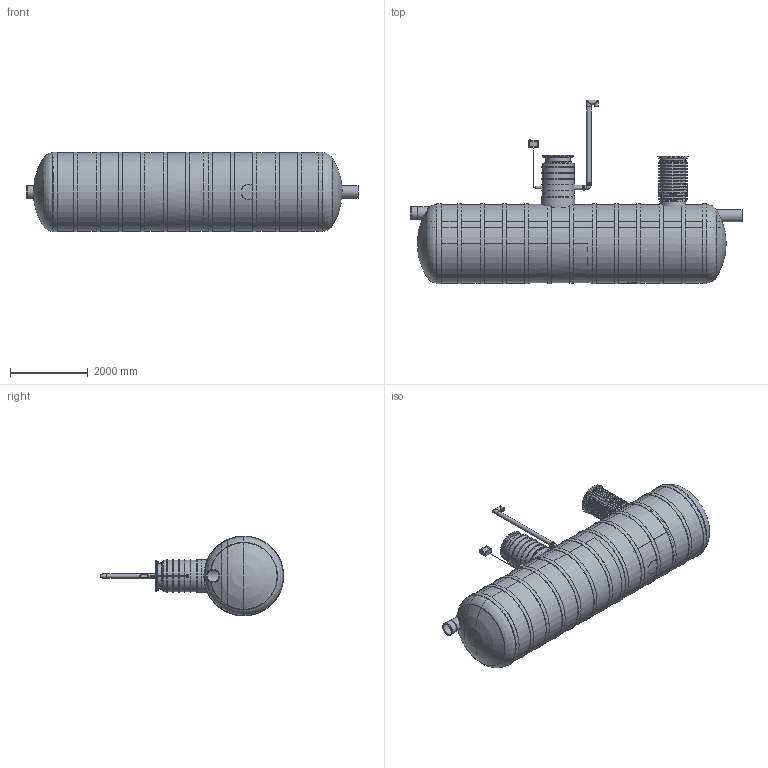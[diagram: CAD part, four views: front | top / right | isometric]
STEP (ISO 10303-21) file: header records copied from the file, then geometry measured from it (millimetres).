
FILE_DESCRIPTION(/* description */ ('Unknown'),/* implementation_level */ '2;1');
FILE_NAME(/* name */ 'EQ 1.klassi õlieraldaja NS65',/* time_stamp */ '2023-04-11T14:53:51+03:00',/* author */ ('Unknown'),/* organization */ ('Unknown'),/* preprocessor_version */ 'ST-DEVELOPER v18.1',/* originating_system */ 'Solid Edge',/* authorisation */ 'Unknown');
FILE_SCHEMA (('AUTOMOTIVE_DESIGN {1 0 10303 214 3 1 1}'));
Length unit declared in the file: millimetre
Products named in the file (53): EQ 1.klassi eraldaja NS65; EQ 1.klass NS65 kestakoost; Silinder D2000 NS65 8.03.23; 2511.102 ots1 D2000; 2511.103 ots2 D2000; 2650.104_vahesein1; PVC_polv_315; 2511.107_sisend D315; 2511.108_sisendile toru D315; 2511.110_valjund toru D315; 2650.111_valjundile toru D315; PVC Kaksikmuhv d315; 2650.200 NS65 filtrikastikoost; 2650.201 vahesein2; 2650.202 pohjaplaat filtrikastile; Raam kahele filtriplokile 2631.000_var2; 2631.001_var2; 2631.002_var2; Polt_M6x20HK; Mutter M6 a2_NY; Filter HD Q-PAC; 2650.203 kylgsein filtrikastile; 2650.204 otsaplaat filtrikastile; 2650.205 tugi filtrikastile; D800 KP silinder 9.12.19; D665 KP silinder 26.04.19; 2511.001_liivamaht NS65; 2511.002_olimaht NS65; PE_vent_malm; PVC_polv_110; PE venttoru DN100 L=2000; Rotoventiots; RoundTubing 110x6.6_oa_0; elektrikarp loikefotole; RoundTubing 63x4.7_oa_1; Ujuk_oa_2; Ujuk_oa_3; Olieraldustoru1; SO012747-3.002; keermelattM8x200 ...
Assembly tree (80 placements, depth 5):
  EQ 1.klassi eraldaja NS65
    EQ 1.klass NS65 kestakoost
      Silinder D2000 NS65 8.03.23
      2511.102 ots1 D2000
      2511.103 ots2 D2000
      2650.104_vahesein1
      PVC_polv_315  x2
      2511.107_sisend D315
      2511.108_sisendile toru D315
      2511.110_valjund toru D315
      2650.111_valjundile toru D315
      PVC Kaksikmuhv d315  x2
      2650.200 NS65 filtrikastikoost
        2650.201 vahesein2
        2650.202 pohjaplaat filtrikastile
        Raam kahele filtriplokile 2631.000_var2  x16
          2631.001_var2
          2631.002_var2
          Polt_M6x20HK
          Mutter M6 a2_NY
          Filter HD Q-PAC
        2650.203 kylgsein filtrikastile  x2
        2650.204 otsaplaat filtrikastile  x2
        2650.205 tugi filtrikastile
      D800 KP silinder 9.12.19
      D665 KP silinder 26.04.19
    2511.001_liivamaht NS65
    2511.002_olimaht NS65
    PE_vent_malm
      PVC_polv_110
      PE venttoru DN100 L=2000
      Rotoventiots
    RoundTubing 110x6.6_oa_0
    elektrikarp loikefotole
    RoundTubing 63x4.7_oa_1
    Ujuk_oa_2
    Ujuk_oa_3
    Olieraldustoru1
      SO012747-3.002
      keermelattM8x200
      Mutter M8RVNY  x2
      Seib 8 RV  x2
    RoundTubing 25x2.3_oa_4
    Ujuk_oa_5
    2693.001_var3
    2703.001  x2
    Malmluuk_D600_(Ginmika)  x2
      Malmluugi_korpus_D600_(Ginmika)
      Malmluugi_kaan_D600_(Ginmika)
    2697.001 tihend teeninduskaevule 670_var2  x3
    EQ D800 uus rotost teeninduskaev_lisaga NS50 7.03.23
    Tihend teeninduskaevule 800
    2511.003_efektiivne maht NS65
Bounding box: 8520 x 4703.86 x 2048 mm (x, y, z)
Volume: 28355705444.9 mm3; surface area: 305196452.9 mm2
Topology: 184 solids, 185 shells, 3584 faces, 8198 edges, 5121 vertices
Faces by surface type: plane 2448, cylinder 871, torus 165, cone 67, bspline 23, sphere 10
Full cylindrical faces by diameter (mm): 4.917 x32, 6 x34, 6.8 x2, 7 x64, 8 x49, 8.4 x2, 8.5 x3, 9 x4, 10 x80, 16 x2, 20 x1, 20.4 x1, 25 x1, 53.6 x1, 63 x1, 96.8 x1, 100 x2, 103.2 x3, 105 x1, 110 x9, 120 x2, 130 x2, 190.4 x1, 200 x1, 302.6 x2, 303 x2, 305 x6, 315 x17, 324 x1, 325 x2
Entity records: 29507 total; most frequent: CARTESIAN_POINT 8276, DIRECTION 4214, ORIENTED_EDGE 3388, AXIS2_PLACEMENT_3D 1805, EDGE_CURVE 1694, EDGE_LOOP 1530, FACE_BOUND 1530, VERTEX_POINT 1270
